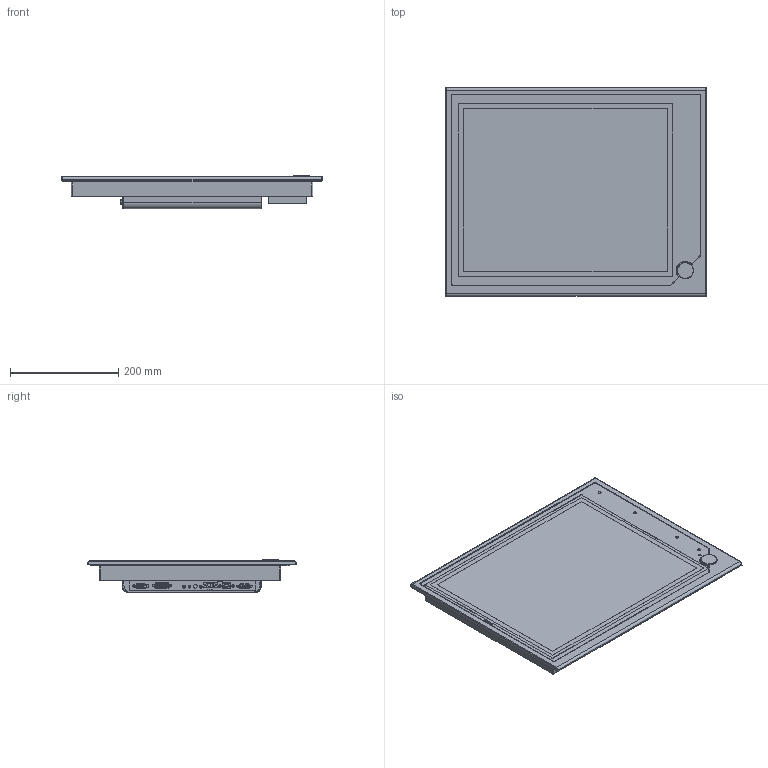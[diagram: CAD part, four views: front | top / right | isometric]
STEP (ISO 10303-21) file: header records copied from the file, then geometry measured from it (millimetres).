
FILE_DESCRIPTION (( 'STEP AP203' ), '1' );
FILE_NAME ('FPM-5191G.STEP', '2020-05-04T06:30:04', ( '' ), ( '' ), 'SwSTEP 2.0', 'SolidWorks 2018', '' );
FILE_SCHEMA (( 'CONFIG_CONTROL_DESIGN' ));
Length unit declared in the file: inch
Products named in the file (1): FPM-5191G
Bounding box: 481.93 x 384.6 x 61.5 mm (x, y, z)
Volume: 7311748.9 mm3; surface area: 535502.2 mm2
Topology: 1 solids, 9 shells, 1801 faces, 4072 edges, 2683 vertices
Faces by surface type: plane 827, cylinder 793, cone 80, bspline 65, torus 36
Entity records: 54140 total; most frequent: CARTESIAN_POINT 12253, DIRECTION 9251, ORIENTED_EDGE 8134, EDGE_CURVE 4067, AXIS2_PLACEMENT_3D 3587, VERTEX_POINT 2683, EDGE_LOOP 2206, VECTOR 2077
